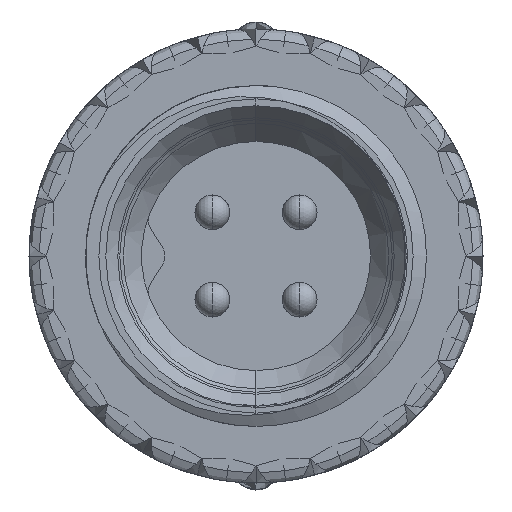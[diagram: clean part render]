
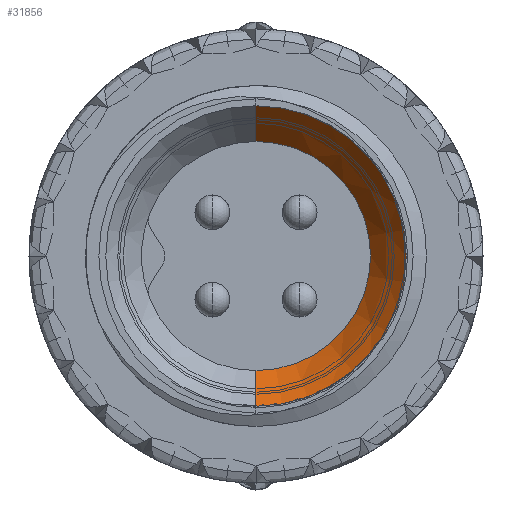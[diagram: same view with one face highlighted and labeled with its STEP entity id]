
A CAD part, left-side view. The second image highlights one B-rep face of the part: STEP entity #31856.
In plain terms, the highlighted conical face has half-angle 38.118 degrees and reference radius 1.64 mm.
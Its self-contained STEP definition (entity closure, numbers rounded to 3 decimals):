
#830 = VERTEX_POINT ( 'NONE', #62708 ) ;
#4259 = CIRCLE ( 'NONE', #12251, 2.15 ) ;
#7247 = ORIENTED_EDGE ( 'NONE', *, *, #71064, .T. ) ;
#7508 = VECTOR ( 'NONE', #34413, 1000. ) ;
#10526 = EDGE_CURVE ( 'NONE', #40697, #72474, #28976, .T. ) ;
#12251 = AXIS2_PLACEMENT_3D ( 'NONE', #56357, #38643, #67045 ) ;
#17412 = CARTESIAN_POINT ( 'NONE',  ( 12.35, 0., -1.64 ) ) ;
#19801 = AXIS2_PLACEMENT_3D ( 'NONE', #24678, #30797, #64971 ) ;
#21828 = EDGE_CURVE ( 'NONE', #72474, #22414, #72922, .T. ) ;
#22414 = VERTEX_POINT ( 'NONE', #57872 ) ;
#23165 = CONICAL_SURFACE ( 'NONE', #19801, 1.64, 0.665 ) ;
#24087 = ORIENTED_EDGE ( 'NONE', *, *, #10526, .F. ) ;
#24678 = CARTESIAN_POINT ( 'NONE',  ( 12.35, 0., 0. ) ) ;
#28976 = CIRCLE ( 'NONE', #34957, 1.64 ) ;
#30797 = DIRECTION ( 'NONE',  ( 1., 0., 0. ) ) ;
#31856 = ADVANCED_FACE ( 'NONE', ( #40441 ), #23165, .F. ) ;
#33855 = CARTESIAN_POINT ( 'NONE',  ( 12.35, 0., 0. ) ) ;
#34413 = DIRECTION ( 'NONE',  ( 0.787, 0., -0.617 ) ) ;
#34957 = AXIS2_PLACEMENT_3D ( 'NONE', #33855, #51121, #40204 ) ;
#37432 = EDGE_LOOP ( 'NONE', ( #24087, #7247, #46591, #68401 ) ) ;
#38643 = DIRECTION ( 'NONE',  ( 1., 0., 0. ) ) ;
#40204 = DIRECTION ( 'NONE',  ( 0., 0., -1. ) ) ;
#40441 = FACE_OUTER_BOUND ( 'NONE', #37432, .T. ) ;
#40697 = VERTEX_POINT ( 'NONE', #62001 ) ;
#41241 = CARTESIAN_POINT ( 'NONE',  ( 12.35, 0., 1.64 ) ) ;
#46591 = ORIENTED_EDGE ( 'NONE', *, *, #68154, .T. ) ;
#51121 = DIRECTION ( 'NONE',  ( 1., 0., 0. ) ) ;
#56357 = CARTESIAN_POINT ( 'NONE',  ( 13., 0., 0. ) ) ;
#57872 = CARTESIAN_POINT ( 'NONE',  ( 13., 0., -2.15 ) ) ;
#59487 = DIRECTION ( 'NONE',  ( 0.787, 0., 0.617 ) ) ;
#62001 = CARTESIAN_POINT ( 'NONE',  ( 12.35, 0., 1.64 ) ) ;
#62028 = LINE ( 'NONE', #41241, #73847 ) ;
#62708 = CARTESIAN_POINT ( 'NONE',  ( 13., 0., 2.15 ) ) ;
#64690 = CARTESIAN_POINT ( 'NONE',  ( 12.35, 0., -1.64 ) ) ;
#64971 = DIRECTION ( 'NONE',  ( 0., 0., -1. ) ) ;
#67045 = DIRECTION ( 'NONE',  ( 0., 0., -1. ) ) ;
#68154 = EDGE_CURVE ( 'NONE', #830, #22414, #4259, .T. ) ;
#68401 = ORIENTED_EDGE ( 'NONE', *, *, #21828, .F. ) ;
#71064 = EDGE_CURVE ( 'NONE', #40697, #830, #62028, .T. ) ;
#72474 = VERTEX_POINT ( 'NONE', #64690 ) ;
#72922 = LINE ( 'NONE', #17412, #7508 ) ;
#73847 = VECTOR ( 'NONE', #59487, 1000. ) ;
